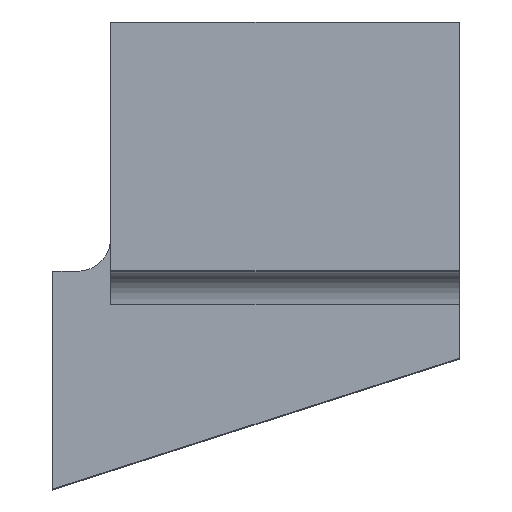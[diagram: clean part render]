
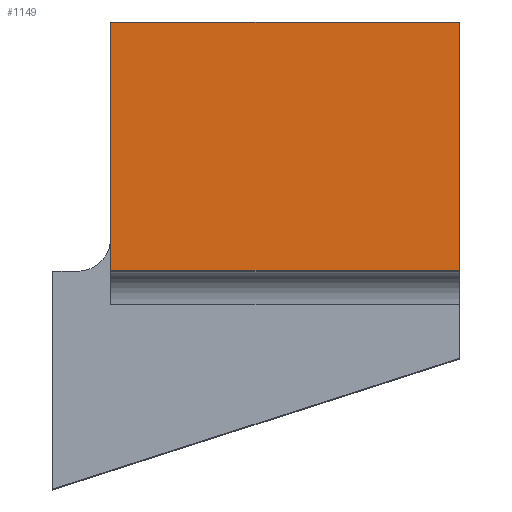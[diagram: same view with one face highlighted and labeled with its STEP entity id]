
A CAD part, top view. The second image highlights one B-rep face of the part: STEP entity #1149.
In plain terms, the highlighted planar face has unit normal (0, 0, 1).
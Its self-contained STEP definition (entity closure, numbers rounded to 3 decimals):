
#102=PLANE('',#1244);
#164=FACE_OUTER_BOUND('',#230,.T.);
#230=EDGE_LOOP('',(#1062,#1063,#1064,#1065));
#282=LINE('',#1622,#390);
#337=LINE('',#2818,#445);
#339=LINE('',#2822,#447);
#340=LINE('',#2825,#448);
#390=VECTOR('',#1352,10.);
#445=VECTOR('',#1483,10.);
#447=VECTOR('',#1489,10.);
#448=VECTOR('',#1494,10.);
#516=VERTEX_POINT('',#1619);
#517=VERTEX_POINT('',#1621);
#582=VERTEX_POINT('',#2815);
#583=VERTEX_POINT('',#2817);
#642=EDGE_CURVE('',#516,#517,#282,.T.);
#745=EDGE_CURVE('',#582,#583,#337,.T.);
#747=EDGE_CURVE('',#583,#516,#339,.T.);
#748=EDGE_CURVE('',#517,#582,#340,.T.);
#1062=ORIENTED_EDGE('',*,*,#745,.F.);
#1063=ORIENTED_EDGE('',*,*,#748,.F.);
#1064=ORIENTED_EDGE('',*,*,#642,.F.);
#1065=ORIENTED_EDGE('',*,*,#747,.F.);
#1149=ADVANCED_FACE('',(#164),#102,.T.);
#1244=AXIS2_PLACEMENT_3D('',#2824,#1492,#1493);
#1352=DIRECTION('',(0.,1.,0.));
#1483=DIRECTION('',(0.,-1.,0.));
#1489=DIRECTION('',(-1.,0.,0.));
#1492=DIRECTION('center_axis',(0.,0.,1.));
#1493=DIRECTION('ref_axis',(1.,0.,0.));
#1494=DIRECTION('',(1.,0.,0.));
#1619=CARTESIAN_POINT('',(-10.5,-2.,25.));
#1621=CARTESIAN_POINT('',(-10.5,13.,25.));
#1622=CARTESIAN_POINT('',(-10.5,0.,25.));
#2815=CARTESIAN_POINT('',(10.5,13.,25.));
#2817=CARTESIAN_POINT('',(10.5,-2.,25.));
#2818=CARTESIAN_POINT('',(10.5,0.,25.));
#2822=CARTESIAN_POINT('',(10.5,-2.,25.));
#2824=CARTESIAN_POINT('Origin',(-10.5,0.,25.));
#2825=CARTESIAN_POINT('',(-10.5,13.,25.));
